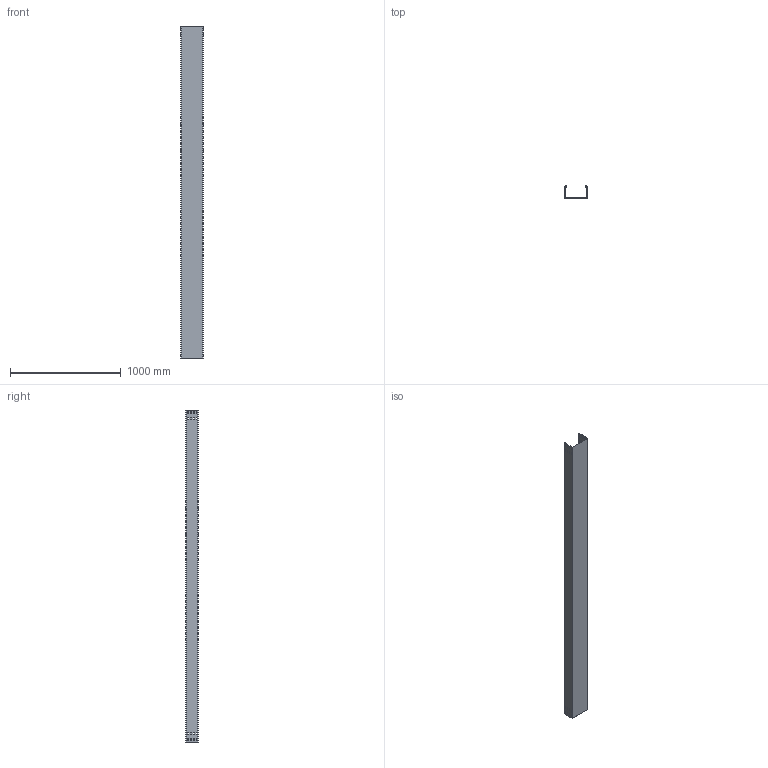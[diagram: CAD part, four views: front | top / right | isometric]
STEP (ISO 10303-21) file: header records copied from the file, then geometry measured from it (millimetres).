
FILE_DESCRIPTION((''),'2;1');
FILE_NAME('6063454','2013-07-23T',('AndreasKeweloh'),(''),'PRO/ENGINEER BY PARAMETRIC TECHNOLOGY CORPORATION, 2012360','PRO/ENGINEER BY PARAMETRIC TECHNOLOGY CORPORATION, 2012360','');
FILE_SCHEMA(('CONFIG_CONTROL_DESIGN'));
Length unit declared in the file: millimetre
Products named in the file (1): 6063454
Bounding box: 200 x 110.98 x 3000 mm (x, y, z)
Volume: 2003698.4 mm3; surface area: 2684241.4 mm2
Topology: 1 solids, 1 shells, 164 faces, 550 edges, 388 vertices
Faces by surface type: cylinder 90, plane 74
Entity records: 6356 total; most frequent: DIRECTION 1122, CARTESIAN_POINT 1102, ORIENTED_EDGE 1100, EDGE_CURVE 550, AXIS2_PLACEMENT_3D 408, VERTEX_POINT 388, VECTOR 306, LINE 306
